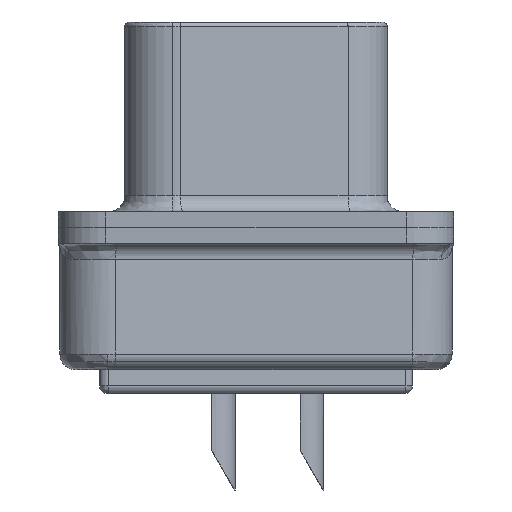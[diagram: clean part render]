
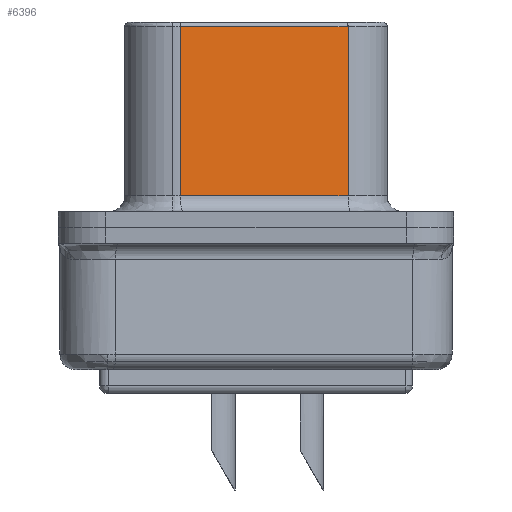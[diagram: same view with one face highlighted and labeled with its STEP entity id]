
A CAD part, left-side view. The second image highlights one B-rep face of the part: STEP entity #6396.
In plain terms, the highlighted planar face has unit normal (-0.985, -0.174, 0).
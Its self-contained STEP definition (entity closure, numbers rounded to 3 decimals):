
#354 = ORIENTED_EDGE ( 'NONE', *, *, #13406, .F. ) ;
#416 = CARTESIAN_POINT ( 'NONE',  ( 7.66, 8.64, 6.35 ) ) ;
#795 = VECTOR ( 'NONE', #7900, 1000. ) ;
#1007 = LINE ( 'NONE', #4887, #11481 ) ;
#1475 = CARTESIAN_POINT ( 'NONE',  ( 8.595, 3.34, 1. ) ) ;
#1679 = LINE ( 'NONE', #3398, #6894 ) ;
#2761 = FACE_OUTER_BOUND ( 'NONE', #7011, .T. ) ;
#2947 = DIRECTION ( 'NONE',  ( -0.174, 0.985, 0. ) ) ;
#2990 = VERTEX_POINT ( 'NONE', #8741 ) ;
#3348 = DIRECTION ( 'NONE',  ( 0., 0., -1. ) ) ;
#3398 = CARTESIAN_POINT ( 'NONE',  ( 7.66, 8.64, 3.675 ) ) ;
#3547 = LINE ( 'NONE', #6846, #795 ) ;
#3942 = CARTESIAN_POINT ( 'NONE',  ( 8.128, 5.99, 1. ) ) ;
#4171 = LINE ( 'NONE', #3942, #6638 ) ;
#4509 = DIRECTION ( 'NONE',  ( 0.174, -0.985, 0. ) ) ;
#4887 = CARTESIAN_POINT ( 'NONE',  ( 8.128, 5.99, 6.35 ) ) ;
#5331 = EDGE_CURVE ( 'NONE', #5856, #2990, #1679, .T. ) ;
#5856 = VERTEX_POINT ( 'NONE', #416 ) ;
#6149 = ORIENTED_EDGE ( 'NONE', *, *, #5331, .T. ) ;
#6286 = VERTEX_POINT ( 'NONE', #13265 ) ;
#6396 = ADVANCED_FACE ( 'NONE', ( #2761 ), #13057, .F. ) ;
#6638 = VECTOR ( 'NONE', #2947, 1000. ) ;
#6846 = CARTESIAN_POINT ( 'NONE',  ( 8.595, 3.34, 3.675 ) ) ;
#6894 = VECTOR ( 'NONE', #3348, 1000. ) ;
#7011 = EDGE_LOOP ( 'NONE', ( #10822, #354, #7645, #6149 ) ) ;
#7645 = ORIENTED_EDGE ( 'NONE', *, *, #10556, .F. ) ;
#7900 = DIRECTION ( 'NONE',  ( 0., 0., -1. ) ) ;
#8741 = CARTESIAN_POINT ( 'NONE',  ( 7.66, 8.64, 1. ) ) ;
#8870 = VERTEX_POINT ( 'NONE', #1475 ) ;
#10556 = EDGE_CURVE ( 'NONE', #5856, #6286, #1007, .T. ) ;
#10822 = ORIENTED_EDGE ( 'NONE', *, *, #12394, .F. ) ;
#11481 = VECTOR ( 'NONE', #4509, 1000. ) ;
#12394 = EDGE_CURVE ( 'NONE', #8870, #2990, #4171, .T. ) ;
#12665 = CARTESIAN_POINT ( 'NONE',  ( 8.595, 3.34, 1. ) ) ;
#12712 = DIRECTION ( 'NONE',  ( -0.174, 0.985, 0. ) ) ;
#12837 = AXIS2_PLACEMENT_3D ( 'NONE', #12665, #13528, #12712 ) ;
#13057 = PLANE ( 'NONE',  #12837 ) ;
#13265 = CARTESIAN_POINT ( 'NONE',  ( 8.595, 3.34, 6.35 ) ) ;
#13406 = EDGE_CURVE ( 'NONE', #6286, #8870, #3547, .T. ) ;
#13528 = DIRECTION ( 'NONE',  ( 0.985, 0.174, 0. ) ) ;
